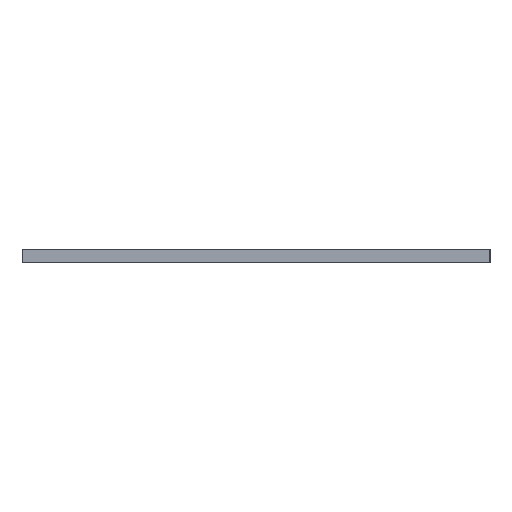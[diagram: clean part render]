
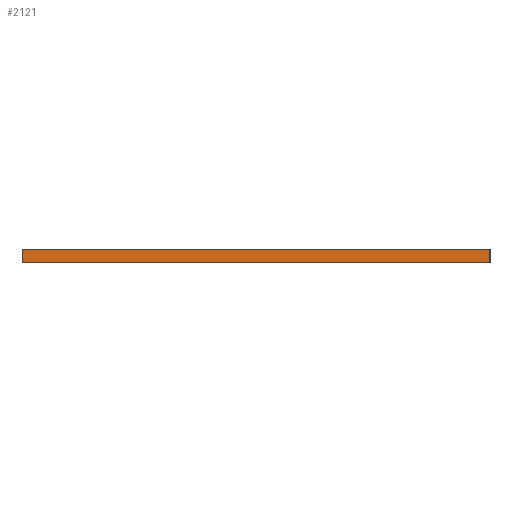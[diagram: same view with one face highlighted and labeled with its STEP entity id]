
A CAD part, left-side view. The second image highlights one B-rep face of the part: STEP entity #2121.
In plain terms, the highlighted planar face has unit normal (-1, 0, 0).
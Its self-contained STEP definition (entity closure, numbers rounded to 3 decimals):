
#133=PLANE('',#2279);
#233=FACE_OUTER_BOUND('',#333,.T.);
#333=EDGE_LOOP('',(#1799,#1800,#1801,#1802));
#625=LINE('',#3402,#875);
#626=LINE('',#3405,#876);
#627=LINE('',#3407,#877);
#628=LINE('',#3408,#878);
#875=VECTOR('',#2809,10.);
#876=VECTOR('',#2812,10.);
#877=VECTOR('',#2813,10.);
#878=VECTOR('',#2814,10.);
#1117=VERTEX_POINT('',#3398);
#1118=VERTEX_POINT('',#3400);
#1119=VERTEX_POINT('',#3404);
#1120=VERTEX_POINT('',#3406);
#1409=EDGE_CURVE('',#1117,#1118,#625,.T.);
#1410=EDGE_CURVE('',#1117,#1119,#626,.T.);
#1411=EDGE_CURVE('',#1120,#1118,#627,.T.);
#1412=EDGE_CURVE('',#1119,#1120,#628,.T.);
#1799=ORIENTED_EDGE('',*,*,#1410,.F.);
#1800=ORIENTED_EDGE('',*,*,#1409,.T.);
#1801=ORIENTED_EDGE('',*,*,#1411,.F.);
#1802=ORIENTED_EDGE('',*,*,#1412,.F.);
#2121=ADVANCED_FACE('',(#233),#133,.T.);
#2279=AXIS2_PLACEMENT_3D('',#3403,#2810,#2811);
#2809=DIRECTION('',(0.,0.,1.));
#2810=DIRECTION('center_axis',(-1.,0.,0.));
#2811=DIRECTION('ref_axis',(0.,-1.,0.));
#2812=DIRECTION('',(0.,1.,0.));
#2813=DIRECTION('',(0.,-1.,0.));
#2814=DIRECTION('',(0.,0.,1.));
#3398=CARTESIAN_POINT('',(-800.,0.,0.));
#3400=CARTESIAN_POINT('',(-800.,0.,10.));
#3402=CARTESIAN_POINT('',(-800.,0.,0.));
#3403=CARTESIAN_POINT('Origin',(-800.,360.,0.));
#3404=CARTESIAN_POINT('',(-800.,360.,0.));
#3405=CARTESIAN_POINT('',(-800.,0.,0.));
#3406=CARTESIAN_POINT('',(-800.,360.,10.));
#3407=CARTESIAN_POINT('',(-800.,0.,10.));
#3408=CARTESIAN_POINT('',(-800.,360.,0.));
